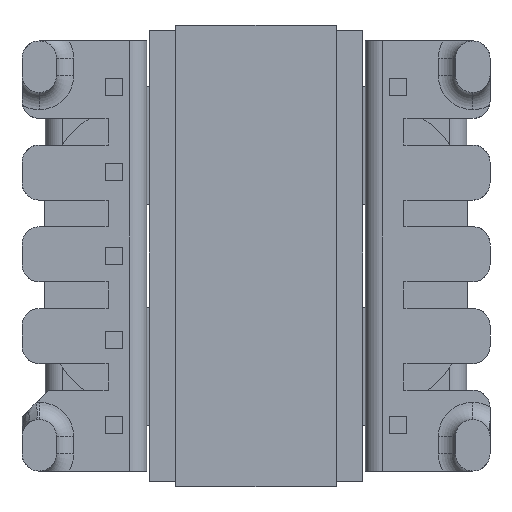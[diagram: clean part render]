
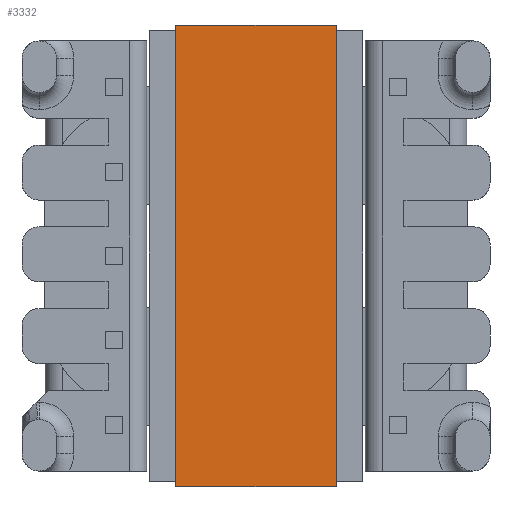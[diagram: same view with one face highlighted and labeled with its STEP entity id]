
A CAD part, front view. The second image highlights one B-rep face of the part: STEP entity #3332.
In plain terms, the highlighted face is planar.
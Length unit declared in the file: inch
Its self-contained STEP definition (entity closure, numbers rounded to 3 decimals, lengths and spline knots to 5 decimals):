
#171 = EDGE_CURVE ( 'NONE', #6196, #453, #3468, .T. ) ;
#453 = VERTEX_POINT ( 'NONE', #7647 ) ;
#945 = VERTEX_POINT ( 'NONE', #1698 ) ;
#1334 = CARTESIAN_POINT ( 'NONE',  ( -0.0063, 0.0063, -0.18701 ) ) ;
#1430 = EDGE_LOOP ( 'NONE', ( #2018, #7461, #2682, #6208 ) ) ;
#1509 = VECTOR ( 'NONE', #7372, 39.37008 ) ;
#1698 = CARTESIAN_POINT ( 'NONE',  ( -0.0063, -0.53031, 0. ) ) ;
#1839 = EDGE_CURVE ( 'NONE', #453, #945, #3334, .T. ) ;
#2018 = ORIENTED_EDGE ( 'NONE', *, *, #3414, .F. ) ;
#2139 = CARTESIAN_POINT ( 'NONE',  ( -0.0063, -0.53031, -0.18701 ) ) ;
#2153 = CARTESIAN_POINT ( 'NONE',  ( -0.0063, 0.0063, -0.18701 ) ) ;
#2160 = DIRECTION ( 'NONE',  ( 0., -1., 0. ) ) ;
#2548 = AXIS2_PLACEMENT_3D ( 'NONE', #3247, #4561, #3317 ) ;
#2682 = ORIENTED_EDGE ( 'NONE', *, *, #171, .T. ) ;
#3029 = VECTOR ( 'NONE', #2160, 39.37008 ) ;
#3170 = PLANE ( 'NONE',  #2548 ) ;
#3247 = CARTESIAN_POINT ( 'NONE',  ( -0.0063, 0.0063, -0.18701 ) ) ;
#3317 = DIRECTION ( 'NONE',  ( 0., -1., 0. ) ) ;
#3332 = ADVANCED_FACE ( 'NONE', ( #5832 ), #3170, .T. ) ;
#3334 = LINE ( 'NONE', #2139, #5459 ) ;
#3335 = CARTESIAN_POINT ( 'NONE',  ( -0.0063, 0.0063, 0. ) ) ;
#3414 = EDGE_CURVE ( 'NONE', #3992, #945, #7213, .T. ) ;
#3468 = LINE ( 'NONE', #3537, #1509 ) ;
#3537 = CARTESIAN_POINT ( 'NONE',  ( -0.0063, 0.0063, -0.18701 ) ) ;
#3981 = DIRECTION ( 'NONE',  ( 0., 0., 1. ) ) ;
#3992 = VERTEX_POINT ( 'NONE', #7969 ) ;
#4060 = LINE ( 'NONE', #1334, #8131 ) ;
#4561 = DIRECTION ( 'NONE',  ( -1., 0., 0. ) ) ;
#5459 = VECTOR ( 'NONE', #3981, 39.37008 ) ;
#5769 = DIRECTION ( 'NONE',  ( 0., 0., 1. ) ) ;
#5832 = FACE_OUTER_BOUND ( 'NONE', #1430, .T. ) ;
#6196 = VERTEX_POINT ( 'NONE', #2153 ) ;
#6208 = ORIENTED_EDGE ( 'NONE', *, *, #1839, .T. ) ;
#7213 = LINE ( 'NONE', #3335, #3029 ) ;
#7372 = DIRECTION ( 'NONE',  ( 0., -1., 0. ) ) ;
#7461 = ORIENTED_EDGE ( 'NONE', *, *, #8174, .F. ) ;
#7647 = CARTESIAN_POINT ( 'NONE',  ( -0.0063, -0.53031, -0.18701 ) ) ;
#7969 = CARTESIAN_POINT ( 'NONE',  ( -0.0063, 0.0063, 0. ) ) ;
#8131 = VECTOR ( 'NONE', #5769, 39.37008 ) ;
#8174 = EDGE_CURVE ( 'NONE', #6196, #3992, #4060, .T. ) ;
